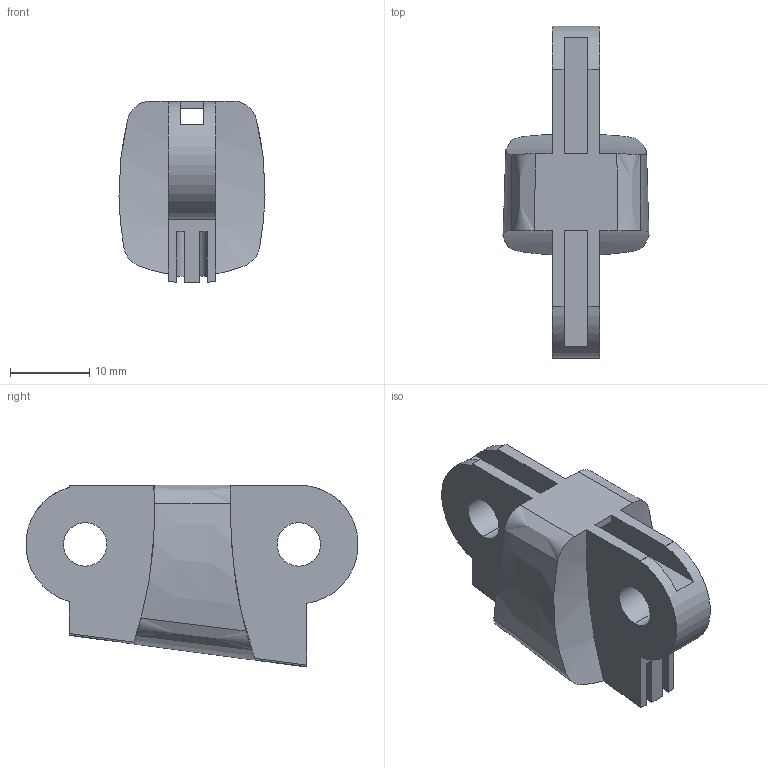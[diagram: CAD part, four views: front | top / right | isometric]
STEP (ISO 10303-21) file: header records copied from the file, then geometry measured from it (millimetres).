
FILE_DESCRIPTION (( 'STEP AP214' ), '1' );
FILE_NAME ('middle Middle Phalanx.STEP', '2024-08-18T05:33:02', ( '' ), ( '' ), 'SwSTEP 2.0', 'SolidWorks 2023', '' );
FILE_SCHEMA (( 'AUTOMOTIVE_DESIGN' ));
Length unit declared in the file: millimetre
Products named in the file (1): middle Middle Phalanx
Bounding box: 18.45 x 41.95 x 22.98 mm (x, y, z)
Volume: 6297.1 mm3; surface area: 3429 mm2
Topology: 1 solids, 1 shells, 50 faces, 150 edges, 100 vertices
Faces by surface type: plane 27, bspline 13, cylinder 10
Entity records: 2098 total; most frequent: CARTESIAN_POINT 833, ORIENTED_EDGE 300, DIRECTION 196, EDGE_CURVE 150, VERTEX_POINT 100, LINE 80, VECTOR 80, AXIS2_PLACEMENT_3D 58
